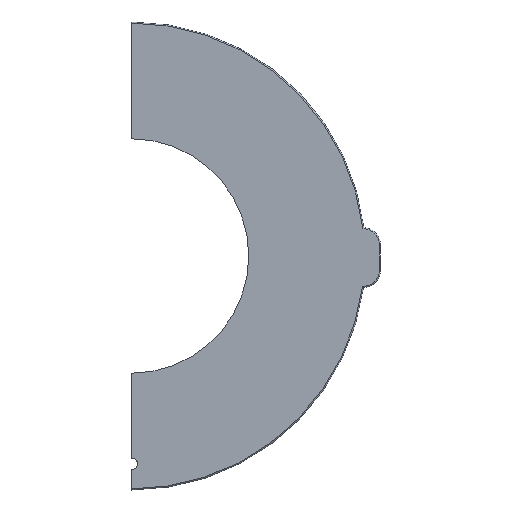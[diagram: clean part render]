
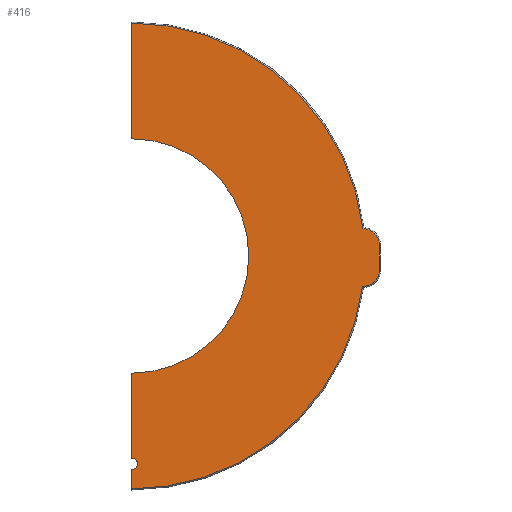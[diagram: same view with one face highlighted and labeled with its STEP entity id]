
A CAD part, top view. The second image highlights one B-rep face of the part: STEP entity #416.
In plain terms, the highlighted planar face has unit normal (0, 0, 1).
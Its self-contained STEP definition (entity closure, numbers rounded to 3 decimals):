
#143=CARTESIAN_POINT('',(30.,-109.5,154.));
#144=VERTEX_POINT('',#143);
#151=CARTESIAN_POINT('',(30.,-100.5,154.));
#152=VERTEX_POINT('',#151);
#153=CARTESIAN_POINT('',(30.,-100.5,154.));
#154=DIRECTION('',(0.,-1.,0.));
#155=VECTOR('',#154,9.);
#156=LINE('',#153,#155);
#157=EDGE_CURVE('',#152,#144,#156,.T.);
#197=CARTESIAN_POINT('',(30.,-95.,154.));
#198=VERTEX_POINT('',#197);
#205=CARTESIAN_POINT('',(30.,-55.1,154.));
#206=VERTEX_POINT('',#205);
#207=CARTESIAN_POINT('',(30.,-55.1,154.));
#208=DIRECTION('',(0.,-1.,0.));
#209=VECTOR('',#208,39.9);
#210=LINE('',#207,#209);
#211=EDGE_CURVE('',#206,#198,#210,.T.);
#229=CARTESIAN_POINT('',(30.,55.1,154.));
#230=VERTEX_POINT('',#229);
#231=CARTESIAN_POINT('',(30.,0.,154.));
#232=DIRECTION('',(-0.,-0.,1.));
#233=DIRECTION('',(-1.,0.,0.));
#234=AXIS2_PLACEMENT_3D('',#231,#232,#233);
#235=CIRCLE('',#234,55.1);
#236=EDGE_CURVE('',#206,#230,#235,.T.);
#349=CARTESIAN_POINT('',(30.,0.,154.));
#350=DIRECTION('',(0.,0.,-1.));
#351=DIRECTION('',(-1.,0.,0.));
#352=AXIS2_PLACEMENT_3D('',#349,#350,#351);
#353=PLANE('',#352);
#354=CARTESIAN_POINT('',(146.498,5.269,154.));
#355=VERTEX_POINT('',#354);
#356=CARTESIAN_POINT('',(138.753,12.765,154.));
#357=VERTEX_POINT('',#356);
#358=CARTESIAN_POINT('',(138.998,5.269,154.));
#359=DIRECTION('',(-0.,-0.,1.));
#360=DIRECTION('',(-1.,0.,0.));
#361=AXIS2_PLACEMENT_3D('',#358,#359,#360);
#362=CIRCLE('',#361,7.5);
#363=EDGE_CURVE('',#355,#357,#362,.T.);
#364=ORIENTED_EDGE('',*,*,#363,.T.);
#365=CARTESIAN_POINT('',(30.,109.5,154.));
#366=VERTEX_POINT('',#365);
#367=CARTESIAN_POINT('',(30.,0.,154.));
#368=DIRECTION('',(-0.,-0.,1.));
#369=DIRECTION('',(-1.,0.,0.));
#370=AXIS2_PLACEMENT_3D('',#367,#368,#369);
#371=CIRCLE('',#370,109.5);
#372=EDGE_CURVE('',#357,#366,#371,.T.);
#373=ORIENTED_EDGE('',*,*,#372,.T.);
#374=CARTESIAN_POINT('',(30.,109.5,154.));
#375=DIRECTION('',(0.,-1.,0.));
#376=VECTOR('',#375,54.4);
#377=LINE('',#374,#376);
#378=EDGE_CURVE('',#366,#230,#377,.T.);
#379=ORIENTED_EDGE('',*,*,#378,.T.);
#380=ORIENTED_EDGE('',*,*,#236,.F.);
#381=ORIENTED_EDGE('',*,*,#211,.T.);
#382=CARTESIAN_POINT('',(30.,-97.75,154.));
#383=DIRECTION('',(-0.,-0.,1.));
#384=DIRECTION('',(-1.,0.,0.));
#385=AXIS2_PLACEMENT_3D('',#382,#383,#384);
#386=CIRCLE('',#385,2.75);
#387=EDGE_CURVE('',#152,#198,#386,.T.);
#388=ORIENTED_EDGE('',*,*,#387,.F.);
#389=ORIENTED_EDGE('',*,*,#157,.T.);
#390=CARTESIAN_POINT('',(138.573,-14.221,154.));
#391=VERTEX_POINT('',#390);
#392=CARTESIAN_POINT('',(30.,0.,154.));
#393=DIRECTION('',(-0.,-0.,1.));
#394=DIRECTION('',(-1.,0.,0.));
#395=AXIS2_PLACEMENT_3D('',#392,#393,#394);
#396=CIRCLE('',#395,109.5);
#397=EDGE_CURVE('',#144,#391,#396,.T.);
#398=ORIENTED_EDGE('',*,*,#397,.T.);
#399=CARTESIAN_POINT('',(146.498,-6.733,154.));
#400=VERTEX_POINT('',#399);
#401=CARTESIAN_POINT('',(138.998,-6.733,154.));
#402=DIRECTION('',(-0.,-0.,1.));
#403=DIRECTION('',(-1.,0.,0.));
#404=AXIS2_PLACEMENT_3D('',#401,#402,#403);
#405=CIRCLE('',#404,7.5);
#406=EDGE_CURVE('',#391,#400,#405,.T.);
#407=ORIENTED_EDGE('',*,*,#406,.T.);
#408=CARTESIAN_POINT('',(146.498,-6.733,154.));
#409=DIRECTION('',(0.,1.,0.));
#410=VECTOR('',#409,12.002);
#411=LINE('',#408,#410);
#412=EDGE_CURVE('',#400,#355,#411,.T.);
#413=ORIENTED_EDGE('',*,*,#412,.T.);
#414=EDGE_LOOP('',(#364,#373,#379,#380,#381,#388,#389,#398,#407,#413));
#415=FACE_BOUND('',#414,.T.);
#416=ADVANCED_FACE('',(#415),#353,.F.);
